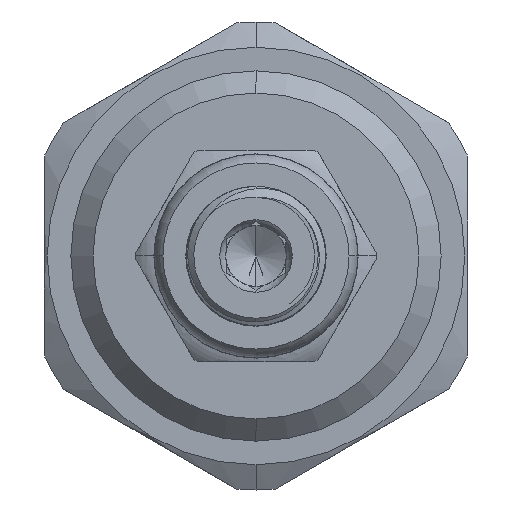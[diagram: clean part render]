
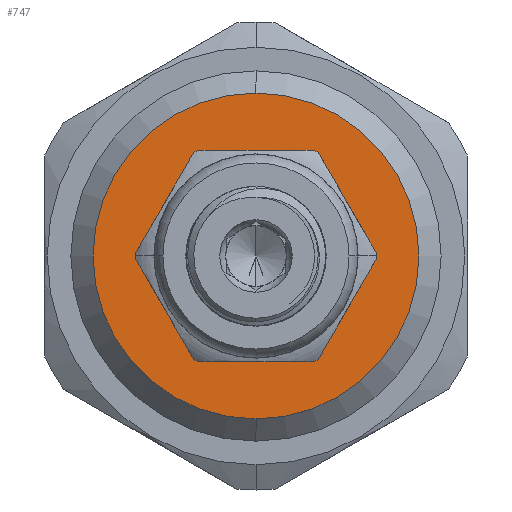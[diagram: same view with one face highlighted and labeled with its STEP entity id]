
A CAD part, left-side view. The second image highlights one B-rep face of the part: STEP entity #747.
In plain terms, the highlighted planar face has unit normal (-1, 0, 0).
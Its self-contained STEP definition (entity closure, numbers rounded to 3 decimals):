
#103 = CARTESIAN_POINT ( 'NONE',  ( 0., 0., 11. ) ) ;
#158 = DIRECTION ( 'NONE',  ( 1., 0., 0. ) ) ;
#355 = DIRECTION ( 'NONE',  ( 0., 0., 1. ) ) ;
#747 = ADVANCED_FACE ( 'NONE', ( #6985, #3748 ), #2537, .T. ) ;
#928 = EDGE_LOOP ( 'NONE', ( #3153, #13642 ) ) ;
#1017 = CARTESIAN_POINT ( 'NONE',  ( 0., -6.875, 0. ) ) ;
#1310 = CIRCLE ( 'NONE', #12387, 11. ) ;
#1343 = AXIS2_PLACEMENT_3D ( 'NONE', #12344, #13444, #355 ) ;
#1743 = CARTESIAN_POINT ( 'NONE',  ( 0., 0., 0. ) ) ;
#2263 = VERTEX_POINT ( 'NONE', #103 ) ;
#2537 = PLANE ( 'NONE',  #1343 ) ;
#3009 = DIRECTION ( 'NONE',  ( -1., 0., 0. ) ) ;
#3153 = ORIENTED_EDGE ( 'NONE', *, *, #12804, .T. ) ;
#3335 = AXIS2_PLACEMENT_3D ( 'NONE', #9993, #158, #8947 ) ;
#3384 = CIRCLE ( 'NONE', #3387, 6.875 ) ;
#3387 = AXIS2_PLACEMENT_3D ( 'NONE', #10337, #7101, #3810 ) ;
#3748 = FACE_OUTER_BOUND ( 'NONE', #11069, .T. ) ;
#3810 = DIRECTION ( 'NONE',  ( 0., 1., 0. ) ) ;
#3816 = ORIENTED_EDGE ( 'NONE', *, *, #8565, .T. ) ;
#4381 = CIRCLE ( 'NONE', #12605, 11. ) ;
#6372 = EDGE_CURVE ( 'NONE', #6505, #6661, #3384, .T. ) ;
#6505 = VERTEX_POINT ( 'NONE', #10624 ) ;
#6661 = VERTEX_POINT ( 'NONE', #1017 ) ;
#6985 = FACE_BOUND ( 'NONE', #928, .T. ) ;
#7101 = DIRECTION ( 'NONE',  ( 1., 0., 0. ) ) ;
#7125 = CIRCLE ( 'NONE', #3335, 6.875 ) ;
#8424 = CARTESIAN_POINT ( 'NONE',  ( 0., 0., 0. ) ) ;
#8429 = CARTESIAN_POINT ( 'NONE',  ( 0., 0., -11. ) ) ;
#8565 = EDGE_CURVE ( 'NONE', #2263, #9291, #4381, .T. ) ;
#8947 = DIRECTION ( 'NONE',  ( 0., 1., 0. ) ) ;
#9291 = VERTEX_POINT ( 'NONE', #8429 ) ;
#9993 = CARTESIAN_POINT ( 'NONE',  ( 0., 0., 0. ) ) ;
#10337 = CARTESIAN_POINT ( 'NONE',  ( 0., 0., 0. ) ) ;
#10476 = DIRECTION ( 'NONE',  ( 0., 0., 1. ) ) ;
#10479 = DIRECTION ( 'NONE',  ( 0., 0., 1. ) ) ;
#10624 = CARTESIAN_POINT ( 'NONE',  ( 0., 6.875, 0. ) ) ;
#10741 = ORIENTED_EDGE ( 'NONE', *, *, #12372, .T. ) ;
#11069 = EDGE_LOOP ( 'NONE', ( #10741, #3816 ) ) ;
#12344 = CARTESIAN_POINT ( 'NONE',  ( 0., 0., 0. ) ) ;
#12372 = EDGE_CURVE ( 'NONE', #9291, #2263, #1310, .T. ) ;
#12387 = AXIS2_PLACEMENT_3D ( 'NONE', #1743, #12689, #10479 ) ;
#12605 = AXIS2_PLACEMENT_3D ( 'NONE', #8424, #3009, #10476 ) ;
#12689 = DIRECTION ( 'NONE',  ( -1., 0., 0. ) ) ;
#12804 = EDGE_CURVE ( 'NONE', #6661, #6505, #7125, .T. ) ;
#13444 = DIRECTION ( 'NONE',  ( -1., 0., 0. ) ) ;
#13642 = ORIENTED_EDGE ( 'NONE', *, *, #6372, .T. ) ;
